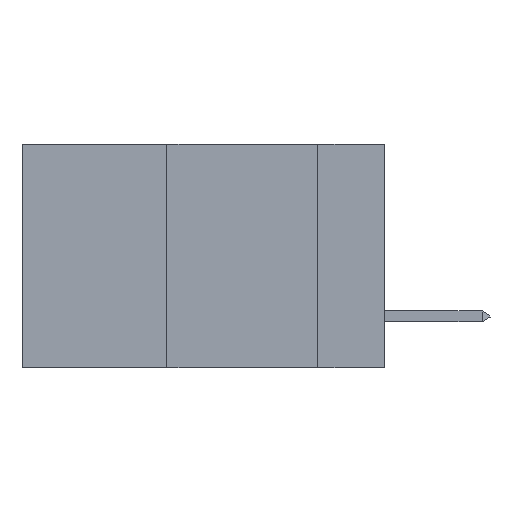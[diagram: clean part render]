
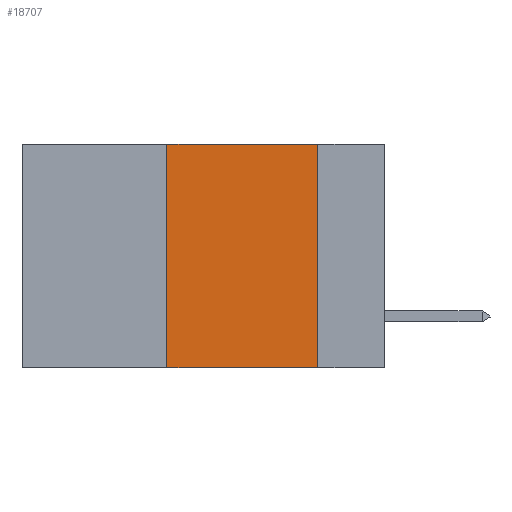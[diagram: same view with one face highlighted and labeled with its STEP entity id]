
A CAD part, left-side view. The second image highlights one B-rep face of the part: STEP entity #18707.
In plain terms, the highlighted planar face has unit normal (-1, 0, 0).
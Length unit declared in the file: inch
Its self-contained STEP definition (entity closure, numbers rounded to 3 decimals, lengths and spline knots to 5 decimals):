
#12 = DIRECTION ( 'NONE',  ( 0., -1., 0. ) ) ;
#460 = VERTEX_POINT ( 'NONE', #3111 ) ;
#562 = VERTEX_POINT ( 'NONE', #17686 ) ;
#816 = EDGE_CURVE ( 'NONE', #11643, #460, #7935, .T. ) ;
#1442 = CARTESIAN_POINT ( 'NONE',  ( 0., 0.6, 0. ) ) ;
#1923 = LINE ( 'NONE', #16822, #6908 ) ;
#2370 = AXIS2_PLACEMENT_3D ( 'NONE', #15890, #4403, #16019 ) ;
#2980 = PLANE ( 'NONE',  #2370 ) ;
#3111 = CARTESIAN_POINT ( 'NONE',  ( 0., 0.11, -0.37 ) ) ;
#3284 = EDGE_CURVE ( 'NONE', #11643, #562, #1923, .T. ) ;
#3348 = DIRECTION ( 'NONE',  ( 0., -1., 0. ) ) ;
#3476 = ORIENTED_EDGE ( 'NONE', *, *, #3284, .F. ) ;
#4403 = DIRECTION ( 'NONE',  ( 1., 0., 0. ) ) ;
#4850 = ORIENTED_EDGE ( 'NONE', *, *, #12694, .F. ) ;
#5173 = EDGE_CURVE ( 'NONE', #16077, #460, #14342, .T. ) ;
#6353 = VECTOR ( 'NONE', #3348, 39.37008 ) ;
#6908 = VECTOR ( 'NONE', #15151, 39.37008 ) ;
#7497 = EDGE_LOOP ( 'NONE', ( #11602, #4850, #3476, #13308 ) ) ;
#7776 = CARTESIAN_POINT ( 'NONE',  ( 0., 0.6, -0.37 ) ) ;
#7935 = LINE ( 'NONE', #7776, #6353 ) ;
#8257 = DIRECTION ( 'NONE',  ( 0., 0., -1. ) ) ;
#10193 = VECTOR ( 'NONE', #12, 39.37008 ) ;
#10258 = VECTOR ( 'NONE', #8257, 39.37008 ) ;
#11602 = ORIENTED_EDGE ( 'NONE', *, *, #5173, .F. ) ;
#11643 = VERTEX_POINT ( 'NONE', #14353 ) ;
#12449 = FACE_OUTER_BOUND ( 'NONE', #7497, .T. ) ;
#12694 = EDGE_CURVE ( 'NONE', #562, #16077, #14965, .T. ) ;
#13308 = ORIENTED_EDGE ( 'NONE', *, *, #816, .T. ) ;
#13900 = CARTESIAN_POINT ( 'NONE',  ( 0., 0.11, 0. ) ) ;
#14342 = LINE ( 'NONE', #15461, #10258 ) ;
#14353 = CARTESIAN_POINT ( 'NONE',  ( 0., 0.36, -0.37 ) ) ;
#14965 = LINE ( 'NONE', #1442, #10193 ) ;
#15151 = DIRECTION ( 'NONE',  ( 0., 0., 1. ) ) ;
#15461 = CARTESIAN_POINT ( 'NONE',  ( 0., 0.11, 0. ) ) ;
#15890 = CARTESIAN_POINT ( 'NONE',  ( 0., 0.6, 0. ) ) ;
#16019 = DIRECTION ( 'NONE',  ( 0., 0., -1. ) ) ;
#16077 = VERTEX_POINT ( 'NONE', #13900 ) ;
#16822 = CARTESIAN_POINT ( 'NONE',  ( 0., 0.36, 0. ) ) ;
#17686 = CARTESIAN_POINT ( 'NONE',  ( 0., 0.36, 0. ) ) ;
#18707 = ADVANCED_FACE ( 'NONE', ( #12449 ), #2980, .F. ) ;
